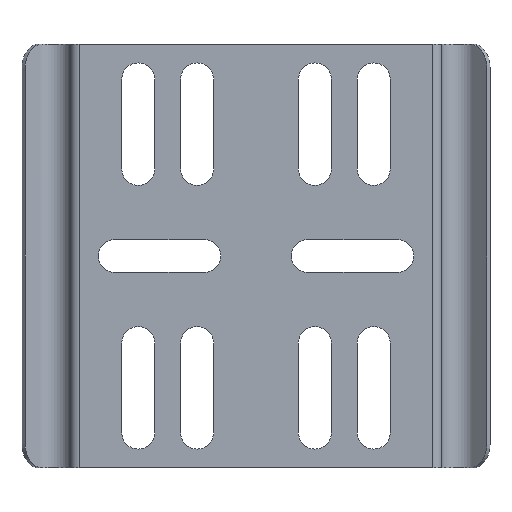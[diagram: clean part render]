
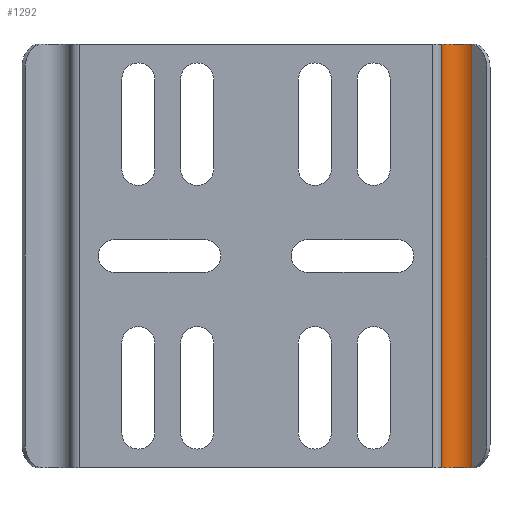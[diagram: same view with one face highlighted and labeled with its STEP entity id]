
A CAD part, front view. The second image highlights one B-rep face of the part: STEP entity #1292.
In plain terms, the highlighted cylindrical face has radius 4 mm (diameter 8 mm), a partial arc.
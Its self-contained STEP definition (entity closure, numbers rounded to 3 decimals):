
#75=B_SPLINE_CURVE_WITH_KNOTS('',3,(#1972,#1973,#1974,#1975),
 .UNSPECIFIED.,.F.,.F.,(4,4),(1.422,1.571),
 .UNSPECIFIED.);
#78=B_SPLINE_CURVE_WITH_KNOTS('',3,(#2007,#2008,#2009,#2010),
 .UNSPECIFIED.,.F.,.F.,(4,4),(6.283,6.432),
 .UNSPECIFIED.);
#92=FACE_OUTER_BOUND('',#166,.T.);
#166=EDGE_LOOP('',(#899,#900,#901,#902,#903,#904));
#261=CIRCLE('',#1392,4.);
#262=CIRCLE('',#1394,4.);
#329=LINE('',#2005,#449);
#330=LINE('',#2013,#450);
#449=VECTOR('',#1557,10.);
#450=VECTOR('',#1560,10.);
#566=VERTEX_POINT('',#1945);
#569=VERTEX_POINT('',#1968);
#571=VERTEX_POINT('',#1971);
#578=VERTEX_POINT('',#2001);
#579=VERTEX_POINT('',#2006);
#580=VERTEX_POINT('',#2011);
#690=EDGE_CURVE('',#569,#571,#75,.T.);
#701=EDGE_CURVE('',#578,#571,#261,.T.);
#703=EDGE_CURVE('',#566,#569,#329,.T.);
#704=EDGE_CURVE('',#579,#566,#78,.T.);
#705=EDGE_CURVE('',#580,#579,#262,.T.);
#706=EDGE_CURVE('',#580,#578,#330,.T.);
#899=ORIENTED_EDGE('',*,*,#690,.F.);
#900=ORIENTED_EDGE('',*,*,#703,.F.);
#901=ORIENTED_EDGE('',*,*,#704,.F.);
#902=ORIENTED_EDGE('',*,*,#705,.F.);
#903=ORIENTED_EDGE('',*,*,#706,.T.);
#904=ORIENTED_EDGE('',*,*,#701,.T.);
#1257=CYLINDRICAL_SURFACE('',#1393,4.);
#1292=ADVANCED_FACE('',(#92),#1257,.F.);
#1392=AXIS2_PLACEMENT_3D('',#2002,#1552,#1553);
#1393=AXIS2_PLACEMENT_3D('',#2004,#1555,#1556);
#1394=AXIS2_PLACEMENT_3D('',#2012,#1558,#1559);
#1552=DIRECTION('center_axis',(0.,0.,
-1.));
#1553=DIRECTION('ref_axis',(-0.943,0.333,0.));
#1555=DIRECTION('center_axis',(0.,0.,
-1.));
#1556=DIRECTION('ref_axis',(-0.943,0.333,0.));
#1557=DIRECTION('',(0.,0.,-1.));
#1558=DIRECTION('center_axis',(0.,0.,
-1.));
#1559=DIRECTION('ref_axis',(-0.943,0.333,0.));
#1560=DIRECTION('',(0.,0.,-1.));
#1945=CARTESIAN_POINT('',(45.895,2.916,89.945));
#1968=CARTESIAN_POINT('',(45.895,2.916,0.055));
#1971=CARTESIAN_POINT('',(45.359,3.339,0.));
#1972=CARTESIAN_POINT('Ctrl Pts',(45.895,2.916,0.055));
#1973=CARTESIAN_POINT('Ctrl Pts',(45.73,3.071,0.018));
#1974=CARTESIAN_POINT('Ctrl Pts',(45.55,3.213,0.));
#1975=CARTESIAN_POINT('Ctrl Pts',(45.359,3.339,0.));
#2001=CARTESIAN_POINT('',(39.386,1.333,0.));
#2002=CARTESIAN_POINT('Origin',(43.157,0.,0.));
#2004=CARTESIAN_POINT('Origin',(43.157,0.,45.));
#2005=CARTESIAN_POINT('',(45.895,2.916,45.));
#2006=CARTESIAN_POINT('',(45.359,3.339,90.));
#2007=CARTESIAN_POINT('Ctrl Pts',(45.359,3.339,90.));
#2008=CARTESIAN_POINT('Ctrl Pts',(45.55,3.213,90.));
#2009=CARTESIAN_POINT('Ctrl Pts',(45.73,3.071,89.982));
#2010=CARTESIAN_POINT('Ctrl Pts',(45.895,2.916,89.945));
#2011=CARTESIAN_POINT('',(39.386,1.333,90.));
#2012=CARTESIAN_POINT('Origin',(43.157,0.,90.));
#2013=CARTESIAN_POINT('',(39.386,1.333,45.));
